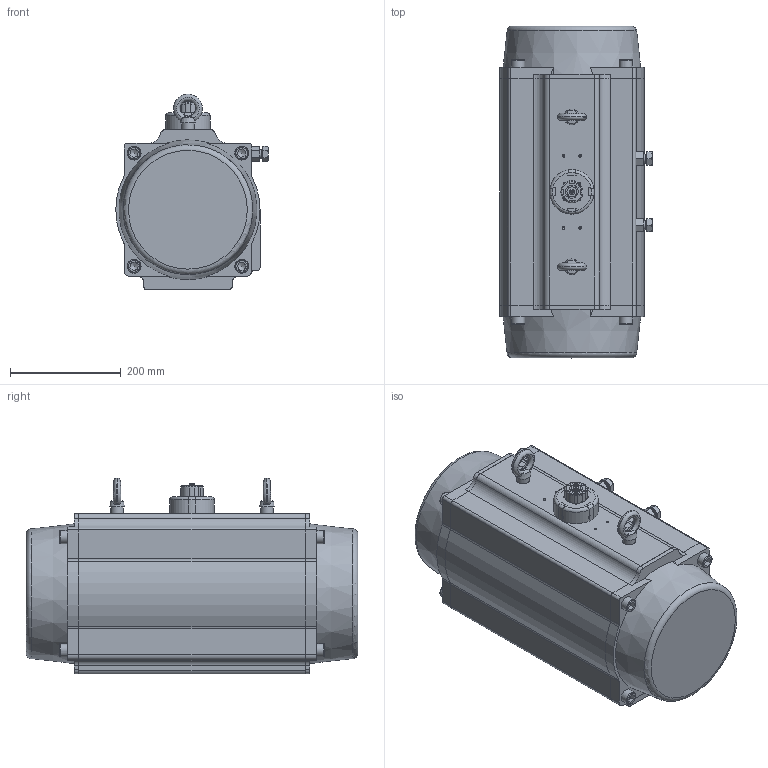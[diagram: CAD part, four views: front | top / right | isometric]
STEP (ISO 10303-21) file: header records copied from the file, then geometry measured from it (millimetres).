
FILE_DESCRIPTION(/* description */ (''),/* implementation_level */ '2;1');
FILE_NAME(/* name */ 'C-240DA(F16).step',/* time_stamp */ '2025-12-25T16:23:36+08:00',/* author */ (''),/* organization */ (''),/* preprocessor_version */ 'ST-DEVELOPER v16',/* originating_system */ 'SIEMENS PLM Software NX 10.0',/* authorisation */ '');
FILE_SCHEMA (('AUTOMOTIVE_DESIGN { 1 0 10303 214 3 1 1 1 }'));
Length unit declared in the file: millimetre
Products named in the file (24): Adjust screw; C-240-03; Indicator-270; Inside washer; C-240-08; O-ring-pinion top; Bearing-pinion top; Circlip; Thrust washer; Outside washer; GB-T6170_F-2000,M16x2; Lug; Lug bearing; Plug; End-cap screw; O-ring-pinion bottom; Bearing-pinion bottom; C-240-04; C-240-02; C-240-01; 金属条指示器92-105; 指示器垫片; 指示器螺钉; C-240
Assembly tree (37 placements, depth 2):
  C-240
    指示器螺钉
    指示器垫片
    金属条指示器92-105
    C-240-01
    C-240-02  x2
    C-240-04
    Bearing-pinion bottom
    O-ring-pinion bottom
    End-cap screw  x8
    Plug  x2
    Lug bearing  x2
    Lug  x2
    GB-T6170_F-2000,M16x2  x2
    Outside washer
    Thrust washer
    Circlip
    Bearing-pinion top
    O-ring-pinion top
    C-240-08
    Inside washer
    Indicator-270
    C-240-03  x2
    Adjust screw  x2
Bounding box: 274.8 x 598 x 352.96 mm (x, y, z)
Volume: 15941747.5 mm3; surface area: 2459898.7 mm2
Topology: 59 solids, 59 shells, 1998 faces, 5177 edges, 3391 vertices
Faces by surface type: plane 832, cylinder 743, cone 202, torus 118, extrusion 60, bspline 43
Full cylindrical faces by diameter (mm): 3 x2, 4.2 x8, 5 x1, 6 x1, 6.5 x1, 8 x4, 10 x2, 10.105 x2, 10.106 x2, 10.3 x4, 12 x4, 12.5 x2, 13.833 x8, 13.835 x8, 14 x12, 14.374 x2, 14.376 x4, 16 x20, 17.5 x12, 17.8 x1, 22.8 x1, 23 x2, 24 x8, 25 x8, 28 x2, 48 x1, 54.3 x1, 56 x3, 60 x8, 61 x1
Entity records: 50408 total; most frequent: CARTESIAN_POINT 18133, DIRECTION 6386, ORIENTED_EDGE 6314, EDGE_CURVE 3157, AXIS2_PLACEMENT_3D 2392, VERTEX_POINT 2212, EDGE_LOOP 1668, VECTOR 1602
